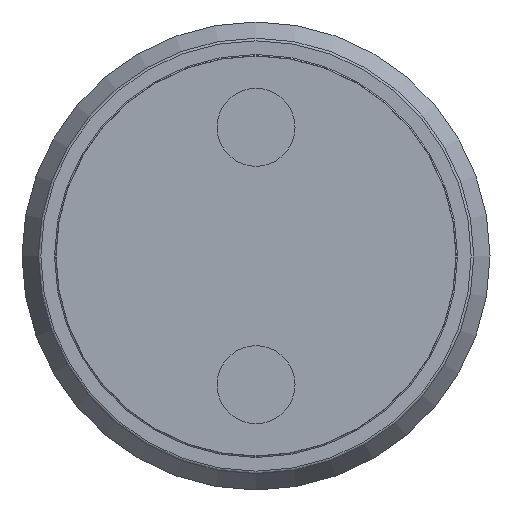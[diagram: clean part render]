
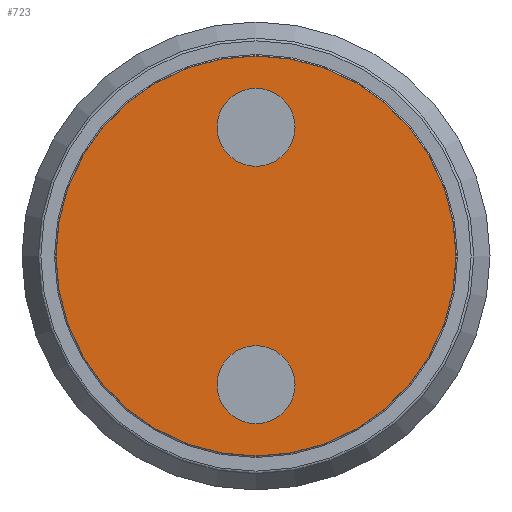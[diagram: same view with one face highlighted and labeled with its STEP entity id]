
A CAD part, left-side view. The second image highlights one B-rep face of the part: STEP entity #723.
In plain terms, the highlighted planar face has unit normal (-1, 0, 0).
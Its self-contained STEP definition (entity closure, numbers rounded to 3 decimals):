
#39=PLANE('',#845);
#139=CIRCLE('',#838,1.5);
#141=CIRCLE('',#842,1.5);
#143=CIRCLE('',#846,7.692);
#144=CIRCLE('',#847,7.692);
#172=FACE_BOUND('',#257,.T.);
#173=FACE_BOUND('',#258,.T.);
#206=FACE_OUTER_BOUND('',#256,.T.);
#256=EDGE_LOOP('',(#606,#607));
#257=EDGE_LOOP('',(#608));
#258=EDGE_LOOP('',(#609));
#331=VERTEX_POINT('',#1366);
#333=VERTEX_POINT('',#1373);
#335=VERTEX_POINT('',#1380);
#336=VERTEX_POINT('',#1381);
#426=EDGE_CURVE('',#331,#331,#139,.T.);
#429=EDGE_CURVE('',#333,#333,#141,.T.);
#432=EDGE_CURVE('',#335,#336,#143,.T.);
#433=EDGE_CURVE('',#336,#335,#144,.T.);
#606=ORIENTED_EDGE('',*,*,#432,.F.);
#607=ORIENTED_EDGE('',*,*,#433,.F.);
#608=ORIENTED_EDGE('',*,*,#426,.T.);
#609=ORIENTED_EDGE('',*,*,#429,.T.);
#723=ADVANCED_FACE('',(#206,#172,#173),#39,.T.);
#838=AXIS2_PLACEMENT_3D('',#1367,#1057,#1058);
#842=AXIS2_PLACEMENT_3D('',#1374,#1066,#1067);
#845=AXIS2_PLACEMENT_3D('',#1379,#1073,#1074);
#846=AXIS2_PLACEMENT_3D('',#1382,#1075,#1076);
#847=AXIS2_PLACEMENT_3D('',#1383,#1077,#1078);
#1057=DIRECTION('center_axis',(1.,0.,0.));
#1058=DIRECTION('ref_axis',(0.,0.,
-1.));
#1066=DIRECTION('center_axis',(1.,0.,0.));
#1067=DIRECTION('ref_axis',(0.,0.,
-1.));
#1073=DIRECTION('center_axis',(-1.,0.,0.));
#1074=DIRECTION('ref_axis',(0.,0.,
1.));
#1075=DIRECTION('center_axis',(1.,0.,0.));
#1076=DIRECTION('ref_axis',(0.,0.,
-1.));
#1077=DIRECTION('center_axis',(1.,0.,0.));
#1078=DIRECTION('ref_axis',(0.,0.,
-1.));
#1366=CARTESIAN_POINT('',(-41.817,-0.181,6.711));
#1367=CARTESIAN_POINT('Origin',(-41.817,-0.181,5.211));
#1373=CARTESIAN_POINT('',(-41.817,-0.181,16.611));
#1374=CARTESIAN_POINT('Origin',(-41.817,-0.181,15.111));
#1379=CARTESIAN_POINT('Origin',(-41.817,-0.181,2.469));
#1380=CARTESIAN_POINT('',(-41.817,-0.181,2.469));
#1381=CARTESIAN_POINT('',(-41.817,-0.181,17.853));
#1382=CARTESIAN_POINT('Origin',(-41.817,-0.181,10.161));
#1383=CARTESIAN_POINT('Origin',(-41.817,-0.181,10.161));
